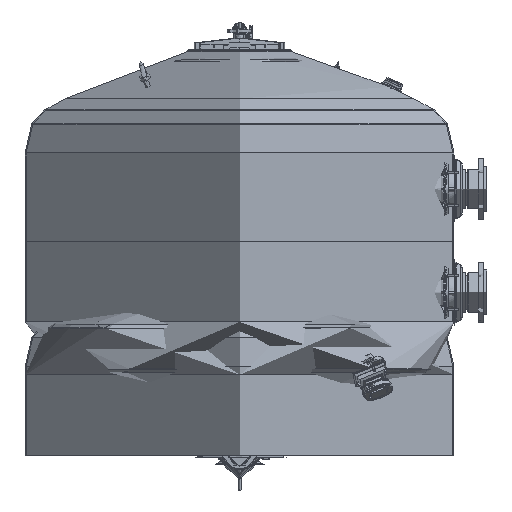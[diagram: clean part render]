
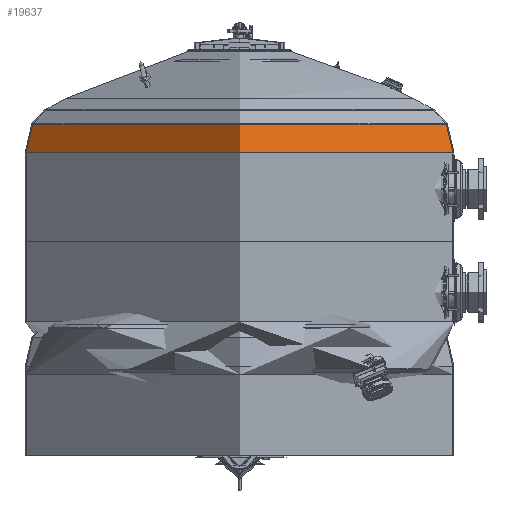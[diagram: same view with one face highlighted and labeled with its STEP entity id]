
A CAD part, front view. The second image highlights one B-rep face of the part: STEP entity #19637.
In plain terms, the highlighted toroidal (fillet/blend) face has major radius 700.334 mm and minor radius 314.666 mm.
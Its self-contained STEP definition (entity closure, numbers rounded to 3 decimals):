
#19637 = ADVANCED_FACE( '', ( #28950, #28951 ), #28952, .T. );
#28950 = FACE_OUTER_BOUND( '', #32431, .T. );
#28951 = FACE_OUTER_BOUND( '', #32432, .T. );
#28952 = TOROIDAL_SURFACE( '', #32433, 700.334, 314.666 );
#32431 = EDGE_LOOP( '', ( #37485 ) );
#32432 = EDGE_LOOP( '', ( #37486 ) );
#32433 = AXIS2_PLACEMENT_3D( '', #37487, #37488, #37489 );
#37485 = ORIENTED_EDGE( '', *, *, #72651, .T. );
#37486 = ORIENTED_EDGE( '', *, *, #72649, .F. );
#37487 = CARTESIAN_POINT( '', ( 0., 0., 420. ) );
#37488 = DIRECTION( '', ( 0., 0., -1. ) );
#37489 = DIRECTION( '', ( -1., 0., 0. ) );
#72649 = EDGE_CURVE( '', #76518, #76518, #76519, .T. );
#72651 = EDGE_CURVE( '', #76522, #76522, #76523, .T. );
#76518 = VERTEX_POINT( '', #78333 );
#76519 = CIRCLE( '', #78334, 1015. );
#76522 = VERTEX_POINT( '', #78337 );
#76523 = CIRCLE( '', #78338, 983.156 );
#78333 = CARTESIAN_POINT( '', ( -1015., 0., 420. ) );
#78334 = AXIS2_PLACEMENT_3D( '', #78383, #78384, #78385 );
#78337 = CARTESIAN_POINT( '', ( -983.156, 0., 557.935 ) );
#78338 = AXIS2_PLACEMENT_3D( '', #78389, #78390, #78391 );
#78383 = CARTESIAN_POINT( '', ( 0., 0., 420. ) );
#78384 = DIRECTION( '', ( 0., 0., -1. ) );
#78385 = DIRECTION( '', ( -1., 0., 0. ) );
#78389 = CARTESIAN_POINT( '', ( 0., 0., 557.935 ) );
#78390 = DIRECTION( '', ( 0., 0., -1. ) );
#78391 = DIRECTION( '', ( -1., 0., 0. ) );
